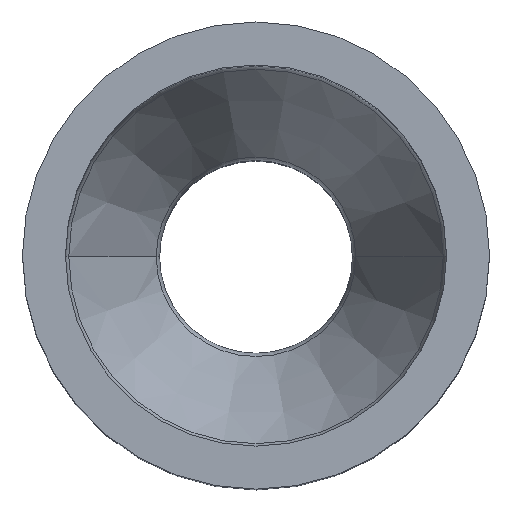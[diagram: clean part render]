
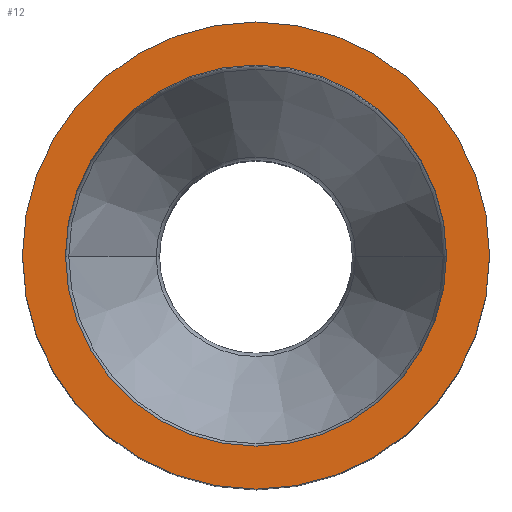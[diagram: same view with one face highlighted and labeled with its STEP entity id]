
A CAD part, top view. The second image highlights one B-rep face of the part: STEP entity #12.
In plain terms, the highlighted planar face has unit normal (0, 0, 1).
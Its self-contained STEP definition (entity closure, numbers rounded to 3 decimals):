
#3 = EDGE_CURVE ( 'NONE', #628, #647, #159, .T. ) ;
#12 = ADVANCED_FACE ( 'NONE', ( #391, #392 ), #636, .T. ) ;
#30 = ORIENTED_EDGE ( 'NONE', *, *, #48, .F. ) ;
#36 = DIRECTION ( 'NONE',  ( 0., 0., 1. ) ) ;
#48 = EDGE_CURVE ( 'NONE', #288, #125, #515, .T. ) ;
#61 = EDGE_CURVE ( 'NONE', #125, #288, #213, .T. ) ;
#76 = EDGE_LOOP ( 'NONE', ( #503, #244 ) ) ;
#83 = DIRECTION ( 'NONE',  ( 0., 0., -1. ) ) ;
#114 = CARTESIAN_POINT ( 'NONE',  ( -31.5, 0., 80.929 ) ) ;
#125 = VERTEX_POINT ( 'NONE', #114 ) ;
#159 = CIRCLE ( 'NONE', #253, 25.7 ) ;
#172 = CARTESIAN_POINT ( 'NONE',  ( 25.7, 0., 80.929 ) ) ;
#182 = CIRCLE ( 'NONE', #592, 25.7 ) ;
#184 = CARTESIAN_POINT ( 'NONE',  ( -25.7, 0., 80.929 ) ) ;
#192 = CARTESIAN_POINT ( 'NONE',  ( 31.5, 0., 80.929 ) ) ;
#213 = CIRCLE ( 'NONE', #596, 31.5 ) ;
#219 = CARTESIAN_POINT ( 'NONE',  ( 0., 0., 80.929 ) ) ;
#244 = ORIENTED_EDGE ( 'NONE', *, *, #3, .T. ) ;
#253 = AXIS2_PLACEMENT_3D ( 'NONE', #219, #83, #258 ) ;
#258 = DIRECTION ( 'NONE',  ( -1., 0., 0. ) ) ;
#288 = VERTEX_POINT ( 'NONE', #192 ) ;
#290 = CARTESIAN_POINT ( 'NONE',  ( 0., 0., 80.929 ) ) ;
#296 = DIRECTION ( 'NONE',  ( 0., 0., -1. ) ) ;
#330 = DIRECTION ( 'NONE',  ( 0., 0., -1. ) ) ;
#339 = DIRECTION ( 'NONE',  ( 1., 0., 0. ) ) ;
#390 = CARTESIAN_POINT ( 'NONE',  ( 0., 0., 80.929 ) ) ;
#391 = FACE_BOUND ( 'NONE', #76, .T. ) ;
#392 = FACE_OUTER_BOUND ( 'NONE', #475, .T. ) ;
#428 = DIRECTION ( 'NONE',  ( -1., 0., 0. ) ) ;
#432 = AXIS2_PLACEMENT_3D ( 'NONE', #184, #36, #339 ) ;
#445 = CARTESIAN_POINT ( 'NONE',  ( 0., 0., 80.929 ) ) ;
#465 = AXIS2_PLACEMENT_3D ( 'NONE', #445, #296, #591 ) ;
#475 = EDGE_LOOP ( 'NONE', ( #539, #30 ) ) ;
#503 = ORIENTED_EDGE ( 'NONE', *, *, #639, .T. ) ;
#515 = CIRCLE ( 'NONE', #465, 31.5 ) ;
#538 = DIRECTION ( 'NONE',  ( -1., 0., 0. ) ) ;
#539 = ORIENTED_EDGE ( 'NONE', *, *, #61, .F. ) ;
#546 = DIRECTION ( 'NONE',  ( 0., 0., -1. ) ) ;
#591 = DIRECTION ( 'NONE',  ( -1., 0., 0. ) ) ;
#592 = AXIS2_PLACEMENT_3D ( 'NONE', #390, #330, #538 ) ;
#596 = AXIS2_PLACEMENT_3D ( 'NONE', #290, #546, #428 ) ;
#628 = VERTEX_POINT ( 'NONE', #172 ) ;
#636 = PLANE ( 'NONE',  #432 ) ;
#638 = CARTESIAN_POINT ( 'NONE',  ( -25.7, 0., 80.929 ) ) ;
#639 = EDGE_CURVE ( 'NONE', #647, #628, #182, .T. ) ;
#647 = VERTEX_POINT ( 'NONE', #638 ) ;
